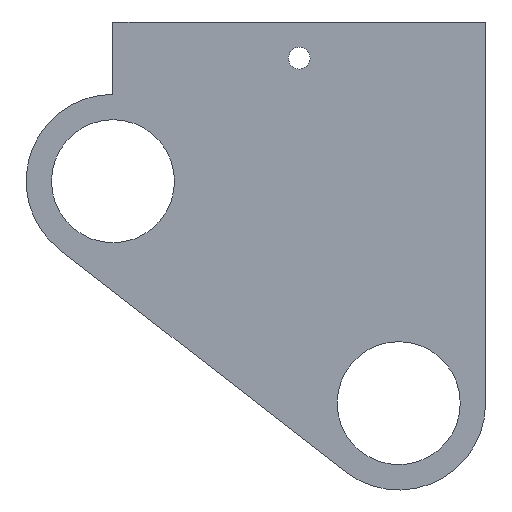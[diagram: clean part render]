
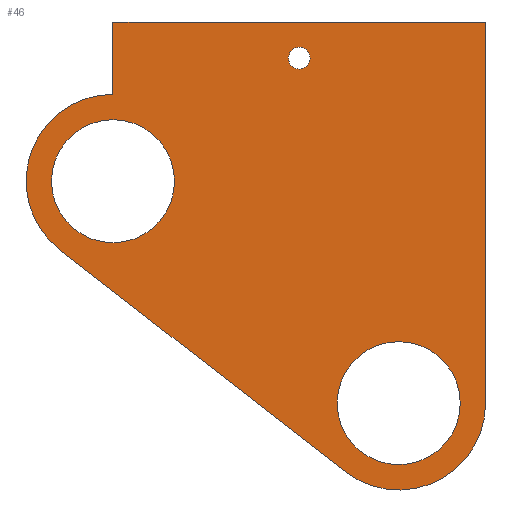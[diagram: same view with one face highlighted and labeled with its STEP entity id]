
A CAD part, left-side view. The second image highlights one B-rep face of the part: STEP entity #46.
In plain terms, the highlighted planar face has unit normal (-1, 0, 0).
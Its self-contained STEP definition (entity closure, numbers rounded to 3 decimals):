
#4 = ORIENTED_EDGE ( 'NONE', *, *, #401, .T. ) ;
#7 = LINE ( 'NONE', #524, #486 ) ;
#9 = DIRECTION ( 'NONE',  ( 0., 0., -1. ) ) ;
#10 = EDGE_CURVE ( 'NONE', #390, #221, #302, .T. ) ;
#14 = CARTESIAN_POINT ( 'NONE',  ( 0., 39.486, 30.673 ) ) ;
#16 = CARTESIAN_POINT ( 'NONE',  ( 0., 0., -8.5 ) ) ;
#18 = DIRECTION ( 'NONE',  ( 1., 0., 0. ) ) ;
#23 = AXIS2_PLACEMENT_3D ( 'NONE', #136, #180, #211 ) ;
#27 = CARTESIAN_POINT ( 'NONE',  ( 0., 46.848, 21.196 ) ) ;
#39 = DIRECTION ( 'NONE',  ( 1., 0., 0. ) ) ;
#45 = VECTOR ( 'NONE', #384, 1000. ) ;
#46 = ADVANCED_FACE ( 'NONE', ( #519, #511, #196, #292 ), #508, .F. ) ;
#49 = ORIENTED_EDGE ( 'NONE', *, *, #527, .T. ) ;
#53 = CARTESIAN_POINT ( 'NONE',  ( 0., 39.486, 30.673 ) ) ;
#55 = EDGE_CURVE ( 'NONE', #95, #390, #225, .T. ) ;
#58 = CARTESIAN_POINT ( 'NONE',  ( 0., 0., 52.673 ) ) ;
#64 = DIRECTION ( 'NONE',  ( -1., 0., 0. ) ) ;
#66 = CARTESIAN_POINT ( 'NONE',  ( 0., 39.486, 52.673 ) ) ;
#67 = CARTESIAN_POINT ( 'NONE',  ( 0., 0., 0. ) ) ;
#75 = EDGE_CURVE ( 'NONE', #248, #325, #346, .T. ) ;
#80 = CARTESIAN_POINT ( 'NONE',  ( 0., 13.743, 47.673 ) ) ;
#81 = AXIS2_PLACEMENT_3D ( 'NONE', #14, #265, #147 ) ;
#82 = CARTESIAN_POINT ( 'NONE',  ( 0., 0., 0. ) ) ;
#83 = EDGE_LOOP ( 'NONE', ( #399, #255 ) ) ;
#95 = VERTEX_POINT ( 'NONE', #66 ) ;
#100 = CARTESIAN_POINT ( 'NONE',  ( 0., -12., 0. ) ) ;
#109 = VERTEX_POINT ( 'NONE', #482 ) ;
#110 = CARTESIAN_POINT ( 'NONE',  ( 0., 39.486, 0. ) ) ;
#114 = DIRECTION ( 'NONE',  ( 0., -0.79, -0.613 ) ) ;
#118 = CARTESIAN_POINT ( 'NONE',  ( 0., 13.743, 47.673 ) ) ;
#121 = AXIS2_PLACEMENT_3D ( 'NONE', #53, #387, #252 ) ;
#128 = VERTEX_POINT ( 'NONE', #144 ) ;
#129 = AXIS2_PLACEMENT_3D ( 'NONE', #67, #18, #187 ) ;
#136 = CARTESIAN_POINT ( 'NONE',  ( 0., 0., 0. ) ) ;
#144 = CARTESIAN_POINT ( 'NONE',  ( 0., 39.486, 22.173 ) ) ;
#145 = AXIS2_PLACEMENT_3D ( 'NONE', #82, #372, #453 ) ;
#147 = DIRECTION ( 'NONE',  ( 0., 0., -1. ) ) ;
#150 = ORIENTED_EDGE ( 'NONE', *, *, #178, .T. ) ;
#159 = CIRCLE ( 'NONE', #145, 12. ) ;
#167 = DIRECTION ( 'NONE',  ( 0., 0., -1. ) ) ;
#168 = EDGE_CURVE ( 'NONE', #248, #95, #446, .T. ) ;
#173 = CIRCLE ( 'NONE', #129, 8.5 ) ;
#178 = EDGE_CURVE ( 'NONE', #267, #236, #173, .T. ) ;
#180 = DIRECTION ( 'NONE',  ( 1., 0., 0. ) ) ;
#187 = DIRECTION ( 'NONE',  ( 0., 0., -1. ) ) ;
#189 = DIRECTION ( 'NONE',  ( 0., 0., 1. ) ) ;
#192 = CARTESIAN_POINT ( 'NONE',  ( 0., 39.486, 30.673 ) ) ;
#196 = FACE_BOUND ( 'NONE', #83, .T. ) ;
#205 = VERTEX_POINT ( 'NONE', #271 ) ;
#211 = DIRECTION ( 'NONE',  ( 0., 0., -1. ) ) ;
#212 = EDGE_LOOP ( 'NONE', ( #432, #282, #505, #313, #462, #269 ) ) ;
#215 = CIRCLE ( 'NONE', #23, 8.5 ) ;
#221 = VERTEX_POINT ( 'NONE', #348 ) ;
#223 = CIRCLE ( 'NONE', #121, 8.5 ) ;
#225 = LINE ( 'NONE', #58, #251 ) ;
#226 = CARTESIAN_POINT ( 'NONE',  ( 0., 7.362, -9.477 ) ) ;
#231 = DIRECTION ( 'NONE',  ( 0., 0., -1. ) ) ;
#235 = CARTESIAN_POINT ( 'NONE',  ( 0., -12., 52.673 ) ) ;
#236 = VERTEX_POINT ( 'NONE', #304 ) ;
#239 = ORIENTED_EDGE ( 'NONE', *, *, #377, .T. ) ;
#240 = VERTEX_POINT ( 'NONE', #226 ) ;
#241 = VECTOR ( 'NONE', #189, 1000. ) ;
#248 = VERTEX_POINT ( 'NONE', #512 ) ;
#251 = VECTOR ( 'NONE', #340, 1000. ) ;
#252 = DIRECTION ( 'NONE',  ( 0., 0., -1. ) ) ;
#253 = EDGE_CURVE ( 'NONE', #109, #128, #260, .T. ) ;
#255 = ORIENTED_EDGE ( 'NONE', *, *, #516, .T. ) ;
#260 = CIRCLE ( 'NONE', #81, 8.5 ) ;
#265 = DIRECTION ( 'NONE',  ( 1., 0., 0. ) ) ;
#267 = VERTEX_POINT ( 'NONE', #16 ) ;
#269 = ORIENTED_EDGE ( 'NONE', *, *, #353, .T. ) ;
#271 = CARTESIAN_POINT ( 'NONE',  ( 0., 13.743, 49.173 ) ) ;
#275 = VERTEX_POINT ( 'NONE', #351 ) ;
#282 = ORIENTED_EDGE ( 'NONE', *, *, #10, .F. ) ;
#292 = FACE_BOUND ( 'NONE', #478, .T. ) ;
#302 = LINE ( 'NONE', #100, #45 ) ;
#304 = CARTESIAN_POINT ( 'NONE',  ( 0., 0., 8.5 ) ) ;
#313 = ORIENTED_EDGE ( 'NONE', *, *, #168, .F. ) ;
#317 = AXIS2_PLACEMENT_3D ( 'NONE', #192, #64, #231 ) ;
#325 = VERTEX_POINT ( 'NONE', #27 ) ;
#340 = DIRECTION ( 'NONE',  ( 0., -1., 0. ) ) ;
#345 = AXIS2_PLACEMENT_3D ( 'NONE', #80, #39, #167 ) ;
#346 = CIRCLE ( 'NONE', #317, 12. ) ;
#348 = CARTESIAN_POINT ( 'NONE',  ( 0., -12., 0. ) ) ;
#349 = EDGE_LOOP ( 'NONE', ( #4, #239 ) ) ;
#351 = CARTESIAN_POINT ( 'NONE',  ( 0., 13.743, 46.173 ) ) ;
#352 = CIRCLE ( 'NONE', #480, 1.5 ) ;
#353 = EDGE_CURVE ( 'NONE', #325, #240, #7, .T. ) ;
#359 = CIRCLE ( 'NONE', #345, 1.5 ) ;
#363 = AXIS2_PLACEMENT_3D ( 'NONE', #389, #388, #9 ) ;
#372 = DIRECTION ( 'NONE',  ( -1., 0., 0. ) ) ;
#377 = EDGE_CURVE ( 'NONE', #205, #275, #352, .T. ) ;
#384 = DIRECTION ( 'NONE',  ( 0., 0., -1. ) ) ;
#387 = DIRECTION ( 'NONE',  ( 1., 0., 0. ) ) ;
#388 = DIRECTION ( 'NONE',  ( 1., 0., 0. ) ) ;
#389 = CARTESIAN_POINT ( 'NONE',  ( 0., 0., 0. ) ) ;
#390 = VERTEX_POINT ( 'NONE', #235 ) ;
#399 = ORIENTED_EDGE ( 'NONE', *, *, #253, .T. ) ;
#401 = EDGE_CURVE ( 'NONE', #275, #205, #359, .T. ) ;
#408 = DIRECTION ( 'NONE',  ( 0., 0., -1. ) ) ;
#432 = ORIENTED_EDGE ( 'NONE', *, *, #495, .T. ) ;
#446 = LINE ( 'NONE', #110, #241 ) ;
#448 = DIRECTION ( 'NONE',  ( 1., 0., 0. ) ) ;
#453 = DIRECTION ( 'NONE',  ( 0., 0., -1. ) ) ;
#462 = ORIENTED_EDGE ( 'NONE', *, *, #75, .T. ) ;
#478 = EDGE_LOOP ( 'NONE', ( #49, #150 ) ) ;
#480 = AXIS2_PLACEMENT_3D ( 'NONE', #118, #448, #408 ) ;
#482 = CARTESIAN_POINT ( 'NONE',  ( 0., 39.486, 39.173 ) ) ;
#486 = VECTOR ( 'NONE', #114, 1000. ) ;
#495 = EDGE_CURVE ( 'NONE', #240, #221, #159, .T. ) ;
#505 = ORIENTED_EDGE ( 'NONE', *, *, #55, .F. ) ;
#508 = PLANE ( 'NONE',  #363 ) ;
#511 = FACE_OUTER_BOUND ( 'NONE', #212, .T. ) ;
#512 = CARTESIAN_POINT ( 'NONE',  ( 0., 39.486, 42.673 ) ) ;
#516 = EDGE_CURVE ( 'NONE', #128, #109, #223, .T. ) ;
#519 = FACE_BOUND ( 'NONE', #349, .T. ) ;
#524 = CARTESIAN_POINT ( 'NONE',  ( 0., 7.362, -9.477 ) ) ;
#527 = EDGE_CURVE ( 'NONE', #236, #267, #215, .T. ) ;
